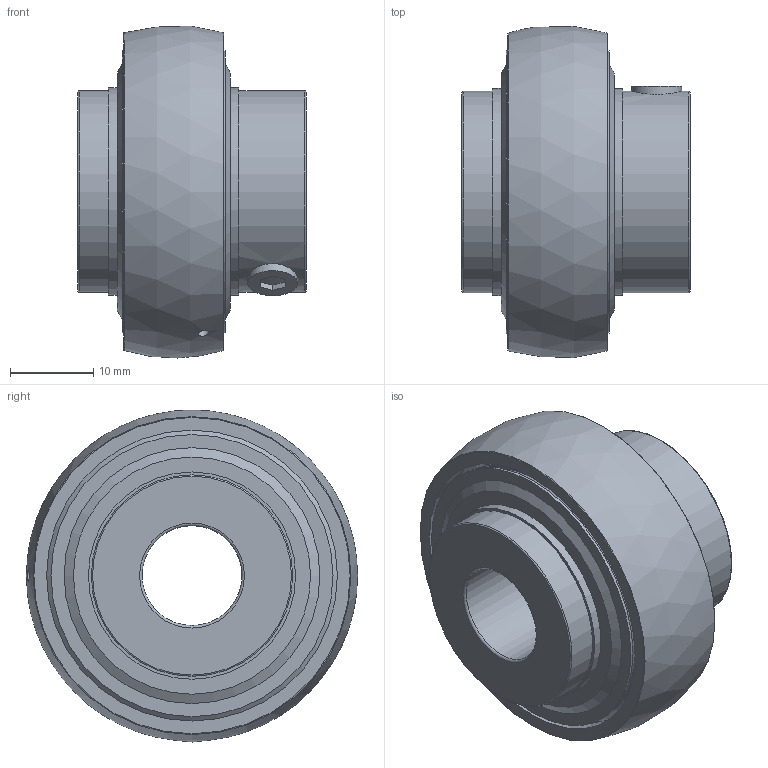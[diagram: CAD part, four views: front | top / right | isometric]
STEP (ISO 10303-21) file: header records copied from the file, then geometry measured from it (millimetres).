
FILE_DESCRIPTION( ( 'STEP AP214' ), '1' );
FILE_NAME( 'YAR 203_12-2F-24.2.stp', '2018-10-17T20:19:45', ( '' ), ( '' ), ' ', 'PARTsolutions', ' ' );
FILE_SCHEMA( ( 'AUTOMOTIVE_DESIGN { 1 0 10303 214 1 1 1 1 }' ) );
Length unit declared in the file: millimetre
Products named in the file (11): YAR 203/12-2F-24.2; _YAR 203/12-2F-24.2_PART1; _YAR 203/12-2F-24.2_PART2; _YAR 203/12-2F-24.2_PART3; _YAR 203/12-2F-24.2_PART4; _YAR 203/12-2F-24.2_PART5; _YAR 203/12-2F-24.2_PART6; _YAR 203/12-2F-24.2_PART7; _YAR 203/12-2F-24.2_PART8; _YAR 203/12-2F-24.2_PART9; _YAR 203/12-2F-24.2_PART10
Assembly tree (17 placements, depth 2):
  YAR 203/12-2F-24.2
    _YAR 203/12-2F-24.2_PART1
    _YAR 203/12-2F-24.2_PART2
    _YAR 203/12-2F-24.2_PART3
    _YAR 203/12-2F-24.2_PART4
    _YAR 203/12-2F-24.2_PART5
    _YAR 203/12-2F-24.2_PART6
    _YAR 203/12-2F-24.2_PART7
    _YAR 203/12-2F-24.2_PART8
    _YAR 203/12-2F-24.2_PART9
    _YAR 203/12-2F-24.2_PART10  x8
Bounding box: 27.4 x 39.8 x 39.89 mm (x, y, z)
Volume: 15203.2 mm3; surface area: 14776.1 mm2
Topology: 17 solids, 17 shells, 142 faces, 276 edges, 174 vertices
Faces by surface type: plane 52, cylinder 37, cone 30, torus 14, sphere 9
Full cylindrical faces by diameter (mm): 1.3 x2, 6 x2, 12 x1, 14 x5, 14.2 x5, 24.2 x6, 24.863 x2, 24.9 x2, 25.194 x2, 33.897 x2, 33.898 x2, 34.947 x2, 35.247 x2
Entity records: 4520 total; most frequent: CARTESIAN_POINT 724, DIRECTION 586, ORIENTED_EDGE 336, AXIS2_PLACEMENT_3D 281, EDGE_LOOP 254, FACE_OUTER_BOUND 182, EDGE_CURVE 168, VERTEX_POINT 155
